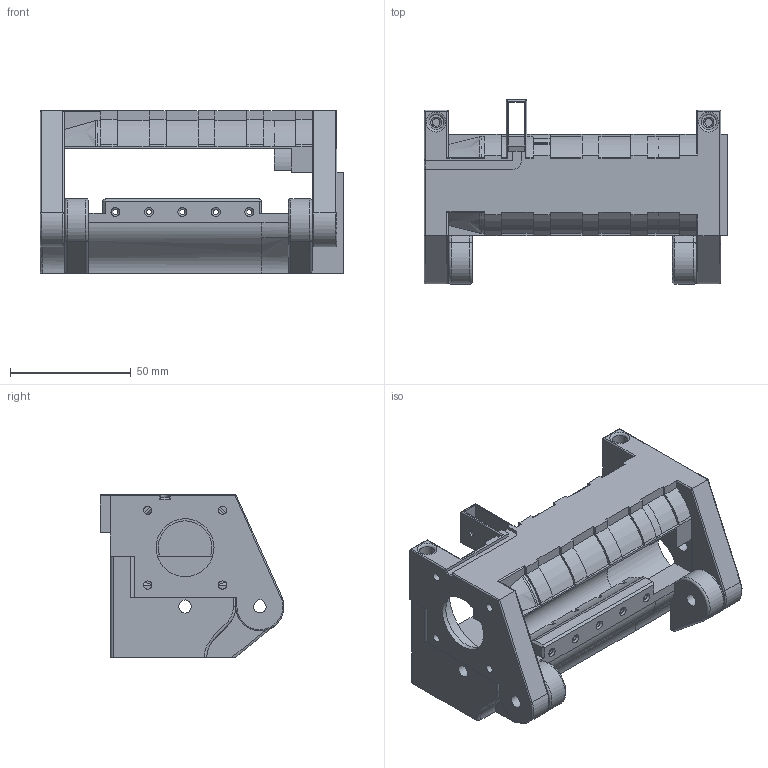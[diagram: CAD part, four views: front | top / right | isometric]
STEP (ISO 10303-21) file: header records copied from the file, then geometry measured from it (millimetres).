
FILE_DESCRIPTION(/* description */ (''),/* implementation_level */ '2;1');
FILE_NAME(/* name */ 'Pulley and Idler body.step',/* time_stamp */ '2021-01-13T15:32:10-05:00',/* author */ (''),/* organization */ (''),/* preprocessor_version */ 'ST-DEVELOPER v18.1',/* originating_system */ 'Autodesk Translation Framework v9.7.1.1290',/* authorisation */ '');
FILE_SCHEMA (('AUTOMOTIVE_DESIGN { 1 0 10303 214 3 1 1 }'));
Length unit declared in the file: millimetre
Products named in the file (3): MMUV4; pulley body; Idler body
Assembly tree (2 placements, depth 2):
  MMUV4
    pulley body
    Idler body
Bounding box: 126 x 76.24 x 67.5 mm (x, y, z)
Volume: 168635.2 mm3; surface area: 61381 mm2
Topology: 2 solids, 2 shells, 415 faces, 1139 edges, 734 vertices
Faces by surface type: cylinder 193, plane 186, bspline 19, torus 17
Full cylindrical faces by diameter (mm): 2.2 x10, 2.7 x4, 3.2 x2, 3.4 x10, 4.2 x2, 5.435 x20, 6 x4, 6.2 x6, 6.547 x15, 24 x2, 35.641 x1
Entity records: 19477 total; most frequent: CARTESIAN_POINT 8894, ORIENTED_EDGE 2278, DIRECTION 2068, EDGE_CURVE 1139, VERTEX_POINT 734, AXIS2_PLACEMENT_3D 710, LINE 648, VECTOR 648
